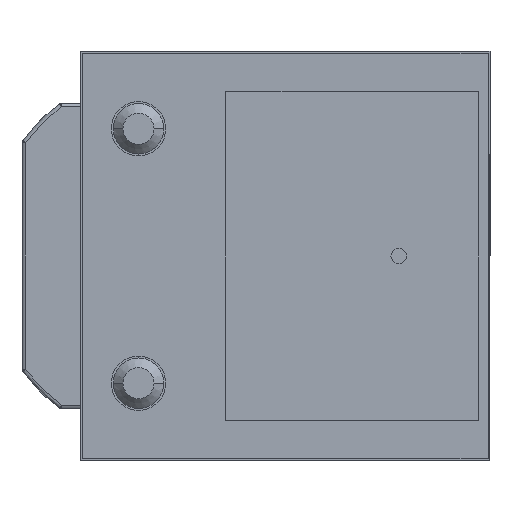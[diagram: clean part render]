
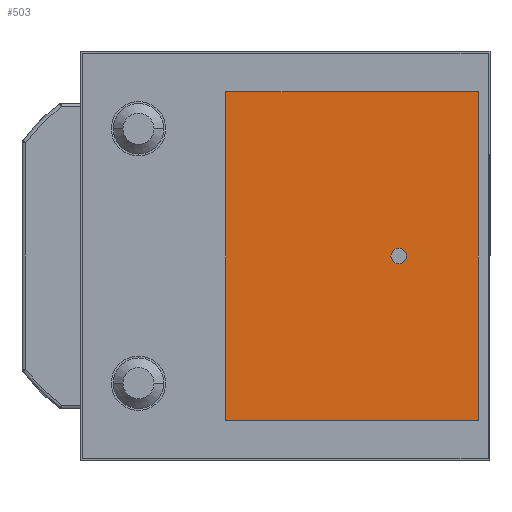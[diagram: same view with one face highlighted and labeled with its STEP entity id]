
A CAD part, front view. The second image highlights one B-rep face of the part: STEP entity #503.
In plain terms, the highlighted planar face has unit normal (0, -1, 0).
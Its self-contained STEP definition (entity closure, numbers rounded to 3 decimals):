
#9 = DIRECTION ( 'NONE',  ( 0., 1., 0. ) ) ;
#137 = CARTESIAN_POINT ( 'NONE',  ( 0.667, -7.082, 2.146 ) ) ;
#138 = VERTEX_POINT ( 'NONE', #2483 ) ;
#229 = VERTEX_POINT ( 'NONE', #1865 ) ;
#240 = LINE ( 'NONE', #704, #1077 ) ;
#284 = DIRECTION ( 'NONE',  ( 0., 0., 1. ) ) ;
#312 = PLANE ( 'NONE',  #4763 ) ;
#317 = LINE ( 'NONE', #1883, #2658 ) ;
#373 = CIRCLE ( 'NONE', #4753, 0.102 ) ;
#389 = VECTOR ( 'NONE', #4635, 1000. ) ;
#503 = ADVANCED_FACE ( 'NONE', ( #3138, #2336 ), #312, .T. ) ;
#704 = CARTESIAN_POINT ( 'NONE',  ( 3.969, -7.082, -2.146 ) ) ;
#814 = CARTESIAN_POINT ( 'NONE',  ( 2.928, -7.082, 0. ) ) ;
#853 = VERTEX_POINT ( 'NONE', #1001 ) ;
#932 = LINE ( 'NONE', #137, #389 ) ;
#1001 = CARTESIAN_POINT ( 'NONE',  ( 3.969, -7.082, 2.146 ) ) ;
#1077 = VECTOR ( 'NONE', #3119, 1000. ) ;
#1107 = DIRECTION ( 'NONE',  ( 0., 0., -1. ) ) ;
#1269 = EDGE_LOOP ( 'NONE', ( #1426, #4358, #5244, #5236 ) ) ;
#1345 = DIRECTION ( 'NONE',  ( -1., 0., 0. ) ) ;
#1426 = ORIENTED_EDGE ( 'NONE', *, *, #3239, .T. ) ;
#1633 = DIRECTION ( 'NONE',  ( 1., 0., 0. ) ) ;
#1726 = ORIENTED_EDGE ( 'NONE', *, *, #5077, .T. ) ;
#1743 = LINE ( 'NONE', #2995, #2253 ) ;
#1829 = DIRECTION ( 'NONE',  ( 0., -1., 0. ) ) ;
#1865 = CARTESIAN_POINT ( 'NONE',  ( 3.029, -7.082, 0. ) ) ;
#1883 = CARTESIAN_POINT ( 'NONE',  ( 3.969, -7.082, 2.146 ) ) ;
#1951 = DIRECTION ( 'NONE',  ( 1., 0., 0. ) ) ;
#2121 = ORIENTED_EDGE ( 'NONE', *, *, #3167, .T. ) ;
#2253 = VECTOR ( 'NONE', #1345, 1000. ) ;
#2336 = FACE_BOUND ( 'NONE', #5189, .T. ) ;
#2483 = CARTESIAN_POINT ( 'NONE',  ( 0.667, -7.082, 2.146 ) ) ;
#2628 = CARTESIAN_POINT ( 'NONE',  ( 2.826, -7.082, 0. ) ) ;
#2658 = VECTOR ( 'NONE', #284, 1000. ) ;
#2777 = CIRCLE ( 'NONE', #3469, 0.102 ) ;
#2842 = EDGE_CURVE ( 'NONE', #4698, #853, #317, .T. ) ;
#2995 = CARTESIAN_POINT ( 'NONE',  ( 3.969, -7.082, 2.146 ) ) ;
#3119 = DIRECTION ( 'NONE',  ( 1., 0., 0. ) ) ;
#3138 = FACE_OUTER_BOUND ( 'NONE', #1269, .T. ) ;
#3167 = EDGE_CURVE ( 'NONE', #3712, #229, #373, .T. ) ;
#3239 = EDGE_CURVE ( 'NONE', #853, #138, #1743, .T. ) ;
#3469 = AXIS2_PLACEMENT_3D ( 'NONE', #3588, #4869, #1951 ) ;
#3516 = CARTESIAN_POINT ( 'NONE',  ( -7.143, -7.082, 5.359 ) ) ;
#3588 = CARTESIAN_POINT ( 'NONE',  ( 2.928, -7.082, 0. ) ) ;
#3712 = VERTEX_POINT ( 'NONE', #2628 ) ;
#4164 = EDGE_CURVE ( 'NONE', #138, #4412, #932, .T. ) ;
#4358 = ORIENTED_EDGE ( 'NONE', *, *, #4164, .T. ) ;
#4412 = VERTEX_POINT ( 'NONE', #4936 ) ;
#4635 = DIRECTION ( 'NONE',  ( 0., 0., -1. ) ) ;
#4698 = VERTEX_POINT ( 'NONE', #5243 ) ;
#4704 = EDGE_CURVE ( 'NONE', #4412, #4698, #240, .T. ) ;
#4753 = AXIS2_PLACEMENT_3D ( 'NONE', #814, #9, #1633 ) ;
#4763 = AXIS2_PLACEMENT_3D ( 'NONE', #3516, #1829, #1107 ) ;
#4869 = DIRECTION ( 'NONE',  ( 0., 1., 0. ) ) ;
#4936 = CARTESIAN_POINT ( 'NONE',  ( 0.667, -7.082, -2.146 ) ) ;
#5077 = EDGE_CURVE ( 'NONE', #229, #3712, #2777, .T. ) ;
#5189 = EDGE_LOOP ( 'NONE', ( #1726, #2121 ) ) ;
#5236 = ORIENTED_EDGE ( 'NONE', *, *, #2842, .T. ) ;
#5243 = CARTESIAN_POINT ( 'NONE',  ( 3.969, -7.082, -2.146 ) ) ;
#5244 = ORIENTED_EDGE ( 'NONE', *, *, #4704, .T. ) ;
